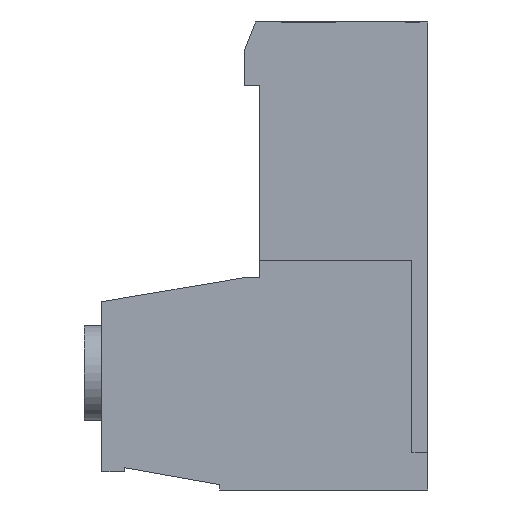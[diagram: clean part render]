
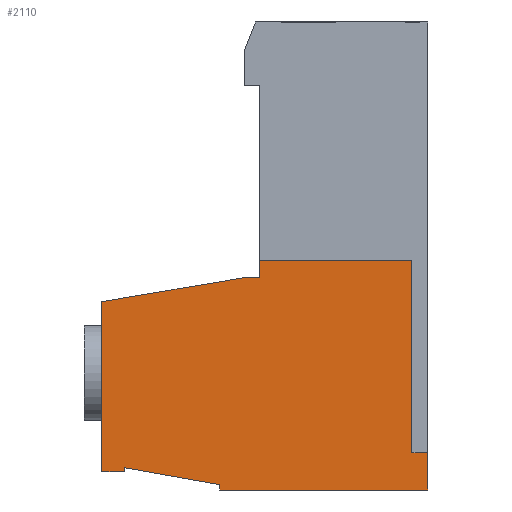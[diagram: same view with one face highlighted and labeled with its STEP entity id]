
A CAD part, left-side view. The second image highlights one B-rep face of the part: STEP entity #2110.
In plain terms, the highlighted planar face has unit normal (-1, 0, 0).
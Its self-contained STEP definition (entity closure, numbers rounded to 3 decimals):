
#908 = DIRECTION ( 'NONE',  ( 0., 0.984, 0.176 ) ) ;
#1052 = ORIENTED_EDGE ( 'NONE', *, *, #11383, .F. ) ;
#1407 = CARTESIAN_POINT ( 'NONE',  ( 0., 9.77, -21.75 ) ) ;
#1573 = EDGE_CURVE ( 'NONE', #9963, #17651, #21305, .T. ) ;
#2000 = CARTESIAN_POINT ( 'NONE',  ( 0., 7.9, -11.2 ) ) ;
#2058 = LINE ( 'NONE', #2000, #7024 ) ;
#2110 = ADVANCED_FACE ( 'NONE', ( #14461 ), #10168, .F. ) ;
#2134 = ORIENTED_EDGE ( 'NONE', *, *, #10410, .F. ) ;
#2375 = CARTESIAN_POINT ( 'NONE',  ( 0., 14.25, -21.15 ) ) ;
#2780 = CARTESIAN_POINT ( 'NONE',  ( 0., 9.77, -21.75 ) ) ;
#2848 = VECTOR ( 'NONE', #7224, 1000. ) ;
#3093 = VECTOR ( 'NONE', #9219, 1000. ) ;
#3303 = VECTOR ( 'NONE', #11352, 1000. ) ;
#3563 = EDGE_CURVE ( 'NONE', #18483, #9963, #11825, .T. ) ;
#3696 = DIRECTION ( 'NONE',  ( 0., -1., 0. ) ) ;
#3893 = CARTESIAN_POINT ( 'NONE',  ( 0., 0.75, -11.2 ) ) ;
#5560 = DIRECTION ( 'NONE',  ( 0., 0., -1. ) ) ;
#5618 = EDGE_CURVE ( 'NONE', #19286, #18670, #13072, .T. ) ;
#5783 = ORIENTED_EDGE ( 'NONE', *, *, #1573, .F. ) ;
#6048 = CARTESIAN_POINT ( 'NONE',  ( 0., 9.77, -22. ) ) ;
#6155 = EDGE_CURVE ( 'NONE', #19881, #19667, #10984, .T. ) ;
#6619 = EDGE_LOOP ( 'NONE', ( #20694, #12671, #11965, #17419, #5783, #6939, #11537, #8686, #15060, #7415, #1052, #2134, #14695 ) ) ;
#6939 = ORIENTED_EDGE ( 'NONE', *, *, #3563, .F. ) ;
#7024 = VECTOR ( 'NONE', #3696, 1000. ) ;
#7224 = DIRECTION ( 'NONE',  ( 0., 0., -1. ) ) ;
#7415 = ORIENTED_EDGE ( 'NONE', *, *, #6155, .F. ) ;
#8686 = ORIENTED_EDGE ( 'NONE', *, *, #5618, .F. ) ;
#8829 = DIRECTION ( 'NONE',  ( 0., 1., 0. ) ) ;
#9219 = DIRECTION ( 'NONE',  ( 0., -1., 0. ) ) ;
#9300 = VECTOR ( 'NONE', #16983, 1000. ) ;
#9621 = DIRECTION ( 'NONE',  ( 0., 0., -1. ) ) ;
#9759 = EDGE_CURVE ( 'NONE', #19667, #19286, #13674, .T. ) ;
#9903 = CARTESIAN_POINT ( 'NONE',  ( 0., 0., -20.25 ) ) ;
#9963 = VERTEX_POINT ( 'NONE', #15830 ) ;
#10073 = DIRECTION ( 'NONE',  ( 1., 0., 0. ) ) ;
#10168 = PLANE ( 'NONE',  #18999 ) ;
#10216 = DIRECTION ( 'NONE',  ( 0., 0., -1. ) ) ;
#10410 = EDGE_CURVE ( 'NONE', #20536, #20333, #19587, .T. ) ;
#10466 = CARTESIAN_POINT ( 'NONE',  ( 0., 0.75, -20.25 ) ) ;
#10984 = LINE ( 'NONE', #13581, #19165 ) ;
#11352 = DIRECTION ( 'NONE',  ( 0., 0., 1. ) ) ;
#11383 = EDGE_CURVE ( 'NONE', #20333, #19881, #19776, .T. ) ;
#11537 = ORIENTED_EDGE ( 'NONE', *, *, #16504, .F. ) ;
#11583 = CARTESIAN_POINT ( 'NONE',  ( 0., 15.33, -21.15 ) ) ;
#11623 = DIRECTION ( 'NONE',  ( 0., 0., 1. ) ) ;
#11825 = LINE ( 'NONE', #20212, #12858 ) ;
#11965 = ORIENTED_EDGE ( 'NONE', *, *, #21255, .F. ) ;
#12034 = VECTOR ( 'NONE', #18666, 1000. ) ;
#12671 = ORIENTED_EDGE ( 'NONE', *, *, #16531, .F. ) ;
#12699 = VECTOR ( 'NONE', #11623, 1000. ) ;
#12858 = VECTOR ( 'NONE', #8829, 1000. ) ;
#13072 = LINE ( 'NONE', #1407, #20155 ) ;
#13581 = CARTESIAN_POINT ( 'NONE',  ( 0., 0., -22. ) ) ;
#13674 = LINE ( 'NONE', #15340, #9300 ) ;
#13689 = CARTESIAN_POINT ( 'NONE',  ( 0., 0.75, -11.2 ) ) ;
#13713 = CARTESIAN_POINT ( 'NONE',  ( 0., 8.53, -12. ) ) ;
#14113 = CARTESIAN_POINT ( 'NONE',  ( 0., 8.53, -12. ) ) ;
#14271 = CARTESIAN_POINT ( 'NONE',  ( 0., 0.75, -20.25 ) ) ;
#14461 = FACE_OUTER_BOUND ( 'NONE', #6619, .T. ) ;
#14695 = ORIENTED_EDGE ( 'NONE', *, *, #15614, .F. ) ;
#15060 = ORIENTED_EDGE ( 'NONE', *, *, #9759, .F. ) ;
#15340 = CARTESIAN_POINT ( 'NONE',  ( 0., 9.77, -22. ) ) ;
#15591 = VERTEX_POINT ( 'NONE', #13689 ) ;
#15614 = EDGE_CURVE ( 'NONE', #15591, #20536, #17337, .T. ) ;
#15697 = LINE ( 'NONE', #14113, #3093 ) ;
#15830 = CARTESIAN_POINT ( 'NONE',  ( 0., 15.33, -21.15 ) ) ;
#15892 = VECTOR ( 'NONE', #9621, 1000. ) ;
#16222 = CARTESIAN_POINT ( 'NONE',  ( 0., 7.9, -12. ) ) ;
#16371 = LINE ( 'NONE', #20192, #12034 ) ;
#16504 = EDGE_CURVE ( 'NONE', #18670, #18483, #21210, .T. ) ;
#16531 = EDGE_CURVE ( 'NONE', #17837, #18336, #19693, .T. ) ;
#16830 = VECTOR ( 'NONE', #5560, 1000. ) ;
#16918 = DIRECTION ( 'NONE',  ( 0., 1., 0. ) ) ;
#16983 = DIRECTION ( 'NONE',  ( 0., 0., 1. ) ) ;
#17337 = LINE ( 'NONE', #3893, #16830 ) ;
#17339 = EDGE_CURVE ( 'NONE', #17651, #18414, #16371, .T. ) ;
#17419 = ORIENTED_EDGE ( 'NONE', *, *, #17339, .F. ) ;
#17464 = DIRECTION ( 'NONE',  ( 0., -1., 0. ) ) ;
#17651 = VERTEX_POINT ( 'NONE', #20969 ) ;
#17764 = CARTESIAN_POINT ( 'NONE',  ( 0., 14.25, -20.95 ) ) ;
#17793 = CARTESIAN_POINT ( 'NONE',  ( 0., 14.25, -20.95 ) ) ;
#17837 = VERTEX_POINT ( 'NONE', #18278 ) ;
#18133 = CARTESIAN_POINT ( 'NONE',  ( 0., 0., -22. ) ) ;
#18278 = CARTESIAN_POINT ( 'NONE',  ( 0., 7.9, -12. ) ) ;
#18336 = VERTEX_POINT ( 'NONE', #19933 ) ;
#18414 = VERTEX_POINT ( 'NONE', #13713 ) ;
#18483 = VERTEX_POINT ( 'NONE', #2375 ) ;
#18666 = DIRECTION ( 'NONE',  ( 0., -0.986, 0.167 ) ) ;
#18670 = VERTEX_POINT ( 'NONE', #17764 ) ;
#18999 = AXIS2_PLACEMENT_3D ( 'NONE', #21330, #10073, #10216 ) ;
#19165 = VECTOR ( 'NONE', #16918, 1000. ) ;
#19286 = VERTEX_POINT ( 'NONE', #2780 ) ;
#19587 = LINE ( 'NONE', #14271, #20063 ) ;
#19667 = VERTEX_POINT ( 'NONE', #6048 ) ;
#19693 = LINE ( 'NONE', #16222, #3303 ) ;
#19776 = LINE ( 'NONE', #20267, #2848 ) ;
#19881 = VERTEX_POINT ( 'NONE', #18133 ) ;
#19933 = CARTESIAN_POINT ( 'NONE',  ( 0., 7.9, -11.2 ) ) ;
#20063 = VECTOR ( 'NONE', #17464, 1000. ) ;
#20155 = VECTOR ( 'NONE', #908, 1000. ) ;
#20192 = CARTESIAN_POINT ( 'NONE',  ( 0., 15.33, -13.15 ) ) ;
#20212 = CARTESIAN_POINT ( 'NONE',  ( 0., 14.25, -21.15 ) ) ;
#20267 = CARTESIAN_POINT ( 'NONE',  ( 0., 0., 0. ) ) ;
#20333 = VERTEX_POINT ( 'NONE', #9903 ) ;
#20452 = EDGE_CURVE ( 'NONE', #18336, #15591, #2058, .T. ) ;
#20536 = VERTEX_POINT ( 'NONE', #10466 ) ;
#20694 = ORIENTED_EDGE ( 'NONE', *, *, #20452, .F. ) ;
#20969 = CARTESIAN_POINT ( 'NONE',  ( 0., 15.33, -13.15 ) ) ;
#21210 = LINE ( 'NONE', #17793, #15892 ) ;
#21255 = EDGE_CURVE ( 'NONE', #18414, #17837, #15697, .T. ) ;
#21305 = LINE ( 'NONE', #11583, #12699 ) ;
#21330 = CARTESIAN_POINT ( 'NONE',  ( 0., 0., 0. ) ) ;
